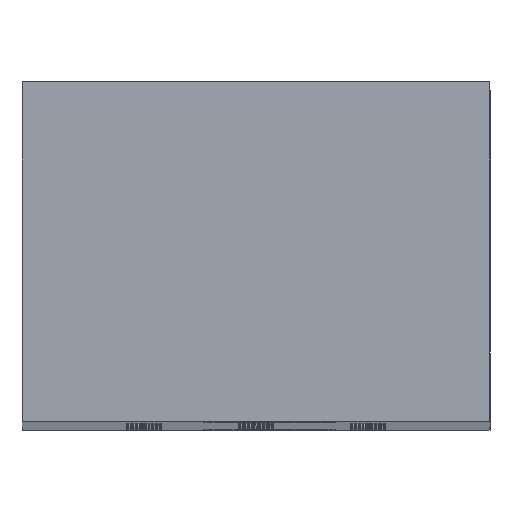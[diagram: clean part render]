
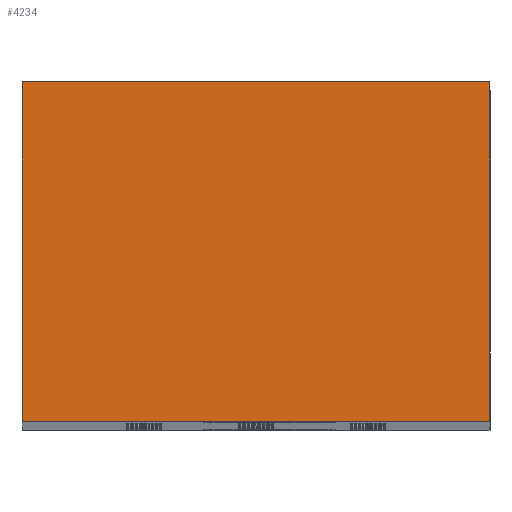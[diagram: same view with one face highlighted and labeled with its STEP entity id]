
A CAD part, top view. The second image highlights one B-rep face of the part: STEP entity #4234.
In plain terms, the highlighted face is planar.
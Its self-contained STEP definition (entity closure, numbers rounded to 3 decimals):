
#175 = ORIENTED_EDGE ( 'NONE', *, *, #2863, .F. ) ;
#239 = VECTOR ( 'NONE', #516, 1000. ) ;
#516 = DIRECTION ( 'NONE',  ( 0., 0., 1. ) ) ;
#591 = CARTESIAN_POINT ( 'NONE',  ( -55., 7.7, 5. ) ) ;
#668 = DIRECTION ( 'NONE',  ( 1., 0., 0. ) ) ;
#983 = CARTESIAN_POINT ( 'NONE',  ( -55., 0., -5.6 ) ) ;
#1124 = CARTESIAN_POINT ( 'NONE',  ( -55., 0., 5. ) ) ;
#1148 = DIRECTION ( 'NONE',  ( 0., 0., -1. ) ) ;
#1487 = ORIENTED_EDGE ( 'NONE', *, *, #4177, .F. ) ;
#1601 = ORIENTED_EDGE ( 'NONE', *, *, #3974, .F. ) ;
#1830 = PLANE ( 'NONE',  #2084 ) ;
#1858 = CARTESIAN_POINT ( 'NONE',  ( -55., 7.7, 5. ) ) ;
#2059 = VECTOR ( 'NONE', #5283, 1000. ) ;
#2084 = AXIS2_PLACEMENT_3D ( 'NONE', #1858, #668, #1148 ) ;
#2268 = ORIENTED_EDGE ( 'NONE', *, *, #5711, .T. ) ;
#2463 = VERTEX_POINT ( 'NONE', #983 ) ;
#2811 = CARTESIAN_POINT ( 'NONE',  ( -55., 7.7, 5. ) ) ;
#2831 = DIRECTION ( 'NONE',  ( 0., 1., 0. ) ) ;
#2863 = EDGE_CURVE ( 'NONE', #5717, #4027, #6739, .T. ) ;
#3930 = VECTOR ( 'NONE', #2831, 1000. ) ;
#3974 = EDGE_CURVE ( 'NONE', #2463, #4787, #5499, .T. ) ;
#4027 = VERTEX_POINT ( 'NONE', #1124 ) ;
#4177 = EDGE_CURVE ( 'NONE', #4787, #5717, #4848, .T. ) ;
#4234 = ADVANCED_FACE ( 'NONE', ( #4579 ), #1830, .F. ) ;
#4559 = CARTESIAN_POINT ( 'NONE',  ( -55., 7.7, 5. ) ) ;
#4579 = FACE_OUTER_BOUND ( 'NONE', #7215, .T. ) ;
#4644 = CARTESIAN_POINT ( 'NONE',  ( -55., 0., 5. ) ) ;
#4784 = VECTOR ( 'NONE', #6908, 1000. ) ;
#4787 = VERTEX_POINT ( 'NONE', #7139 ) ;
#4848 = LINE ( 'NONE', #2811, #239 ) ;
#5283 = DIRECTION ( 'NONE',  ( 0., 0., 1. ) ) ;
#5499 = LINE ( 'NONE', #7418, #3930 ) ;
#5711 = EDGE_CURVE ( 'NONE', #2463, #4027, #7447, .T. ) ;
#5717 = VERTEX_POINT ( 'NONE', #591 ) ;
#6739 = LINE ( 'NONE', #4559, #4784 ) ;
#6908 = DIRECTION ( 'NONE',  ( 0., -1., 0. ) ) ;
#7139 = CARTESIAN_POINT ( 'NONE',  ( -55., 7.7, -5.6 ) ) ;
#7215 = EDGE_LOOP ( 'NONE', ( #2268, #175, #1487, #1601 ) ) ;
#7418 = CARTESIAN_POINT ( 'NONE',  ( -55., 0., -5.6 ) ) ;
#7447 = LINE ( 'NONE', #4644, #2059 ) ;
